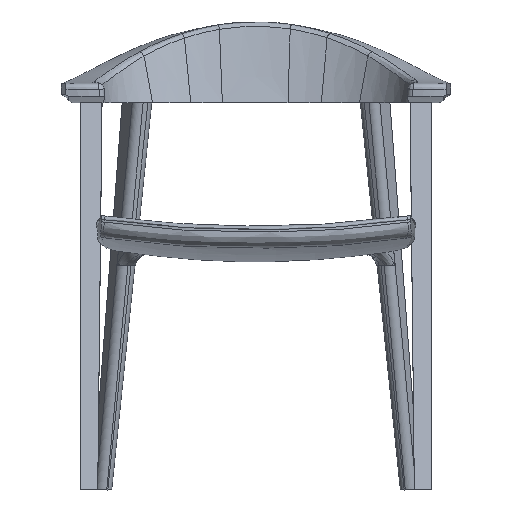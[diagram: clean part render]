
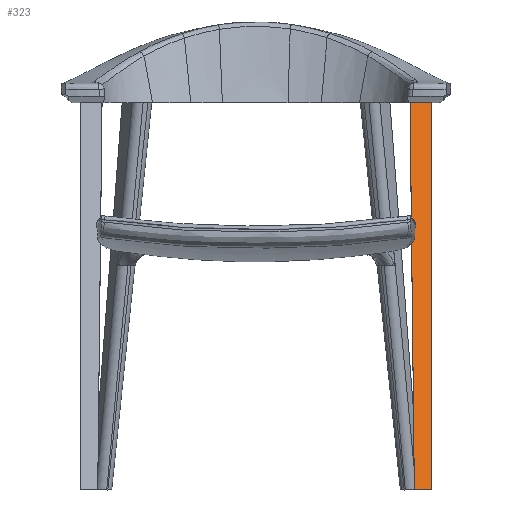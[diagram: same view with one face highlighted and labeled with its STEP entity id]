
A CAD part, front view. The second image highlights one B-rep face of the part: STEP entity #323.
In plain terms, the highlighted planar face has unit normal (0, -0.945, 0.327).
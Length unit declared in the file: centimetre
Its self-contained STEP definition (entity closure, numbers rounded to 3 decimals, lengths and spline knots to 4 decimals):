
#323=ADVANCED_FACE('',(#519),#3273,.T.);
#519=FACE_OUTER_BOUND('',#715,.T.);
#715=EDGE_LOOP('',(#940,#941,#942,#943));
#940=ORIENTED_EDGE('',*,*,#1966,.T.);
#941=ORIENTED_EDGE('',*,*,#1982,.T.);
#942=ORIENTED_EDGE('',*,*,#1967,.T.);
#943=ORIENTED_EDGE('',*,*,#1968,.T.);
#1966=EDGE_CURVE('',#2907,#2908,#2488,.T.);
#1967=EDGE_CURVE('',#2909,#2910,#2489,.T.);
#1968=EDGE_CURVE('',#2910,#2907,#2490,.T.);
#1982=EDGE_CURVE('',#2908,#2909,#2504,.T.);
#2488=B_SPLINE_CURVE_WITH_KNOTS('',3,(#3705,#3706,#3707,#3708),
 .UNSPECIFIED.,.F.,.F.,(4,4),(0.39,35.7752),
 .UNSPECIFIED.);
#2489=B_SPLINE_CURVE_WITH_KNOTS('',1,(#3709,#3710),.UNSPECIFIED.,.F.,.F.,
(2,2),(259.5085,287.5428),.UNSPECIFIED.);
#2490=B_SPLINE_CURVE_WITH_KNOTS('',3,(#3711,#3712,#3713,#3714),
 .UNSPECIFIED.,.F.,.F.,(4,4),(23.6406,696.5336),
 .UNSPECIFIED.);
#2504=B_SPLINE_CURVE_WITH_KNOTS('',3,(#3807,#3808,#3809,#3810,#3811,#3812,
#3813,#3814,#3815,#3816),.UNSPECIFIED.,.F.,.F.,(4,3,3,4),(-696.3975,
-489.003,-451.7817,-23.6419),.UNSPECIFIED.);
#2907=VERTEX_POINT('',#3693);
#2908=VERTEX_POINT('',#3694);
#2909=VERTEX_POINT('',#3695);
#2910=VERTEX_POINT('',#3696);
#3273=PLANE('',#3371);
#3371=AXIS2_PLACEMENT_3D('',#3685,#3461,$);
#3461=DIRECTION('',(0.,-0.945,0.327));
#3685=CARTESIAN_POINT('',(28.7543,23.9426,69.0953));
#3693=CARTESIAN_POINT('',(57.5428,22.0316,63.5803));
#3694=CARTESIAN_POINT('',(54.0044,22.0259,63.5639));
#3695=CARTESIAN_POINT('',(54.7051,0.,0.));
#3696=CARTESIAN_POINT('',(57.5086,0.,0.));
#3705=CARTESIAN_POINT('',(57.5428,22.0316,63.5803));
#3706=CARTESIAN_POINT('',(56.3633,22.0297,63.5749));
#3707=CARTESIAN_POINT('',(55.1839,22.0278,63.5694));
#3708=CARTESIAN_POINT('',(54.0044,22.0259,63.5639));
#3709=CARTESIAN_POINT('',(54.7051,0.,0.));
#3710=CARTESIAN_POINT('',(57.5086,0.,0.));
#3711=CARTESIAN_POINT('',(57.5086,0.,0.));
#3712=CARTESIAN_POINT('',(57.52,7.3439,21.1934));
#3713=CARTESIAN_POINT('',(57.5314,14.6877,42.3869));
#3714=CARTESIAN_POINT('',(57.5428,22.0316,63.5803));
#3807=CARTESIAN_POINT('',(54.0044,22.0259,63.5639));
#3808=CARTESIAN_POINT('',(54.0764,19.7624,57.0322));
#3809=CARTESIAN_POINT('',(54.1484,17.4988,50.5005));
#3810=CARTESIAN_POINT('',(54.2204,15.2353,43.9688));
#3811=CARTESIAN_POINT('',(54.2333,14.8291,42.7966));
#3812=CARTESIAN_POINT('',(54.2462,14.4229,41.6243));
#3813=CARTESIAN_POINT('',(54.2592,14.0167,40.4521));
#3814=CARTESIAN_POINT('',(54.4078,9.3445,26.968));
#3815=CARTESIAN_POINT('',(54.5565,4.6722,13.484));
#3816=CARTESIAN_POINT('',(54.7051,0.,0.));
